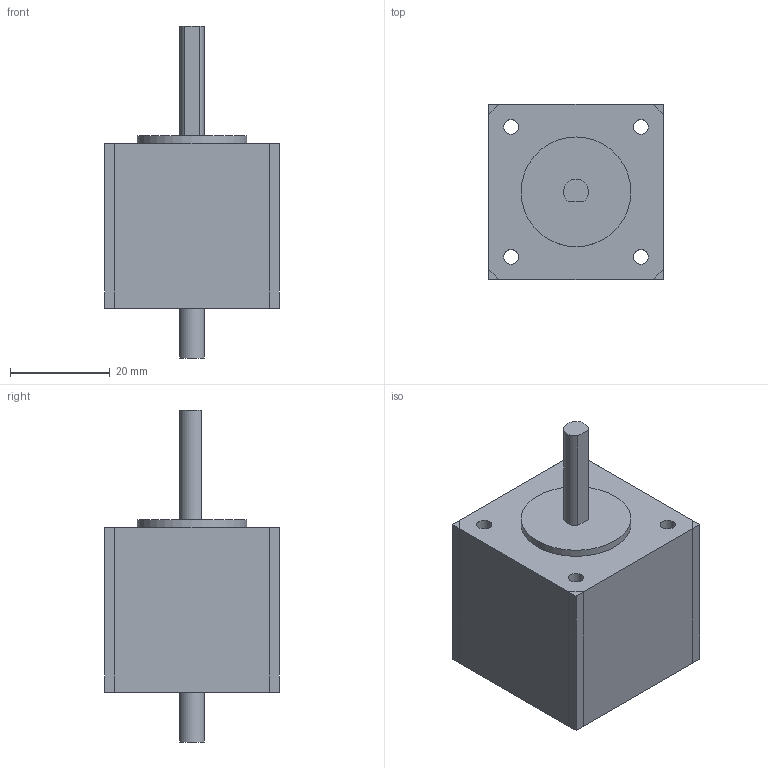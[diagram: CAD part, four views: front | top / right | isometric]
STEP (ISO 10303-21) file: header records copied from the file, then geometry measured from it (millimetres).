
FILE_DESCRIPTION(('FreeCAD Model'),'2;1');
FILE_NAME('nema15stepper.step','2018-02-23T14:14:11',('Author'),(''), 'Open CASCADE STEP processor 6.8','FreeCAD','Unknown');
FILE_SCHEMA(('AUTOMOTIVE_DESIGN_CC2 { 1 2 10303 214 -1 1 5 4 }'));
Length unit declared in the file: millimetre
Products named in the file (10): ASSEMBLY; Sketch005; Pad003; Pad; Chamfer; Sketch002; Sketch003; Pad001; Pad002; Sketch004
Assembly tree (9 placements, depth 2):
  ASSEMBLY
    Sketch005
    Pad003
    Pad
    Chamfer
    Sketch002
    Sketch003
    Pad001
    Pad002
    Sketch004
Bounding box: 35 x 35 x 66.5 mm (x, y, z)
Surface area: 34676.7 mm2
Topology: 5 solids, 5 shells, 67 faces, 156 edges, 114 vertices
Faces by surface type: plane 41, cylinder 26
Full cylindrical faces by diameter (mm): 3 x16, 5 x5, 22 x3
Entity records: 4195 total; most frequent: CARTESIAN_POINT 719, DIRECTION 644, LINE 333, VECTOR 333, ORIENTED_EDGE 288, PCURVE 288, DEFINITIONAL_REPRESENTATION 288, EDGE_CURVE 144
